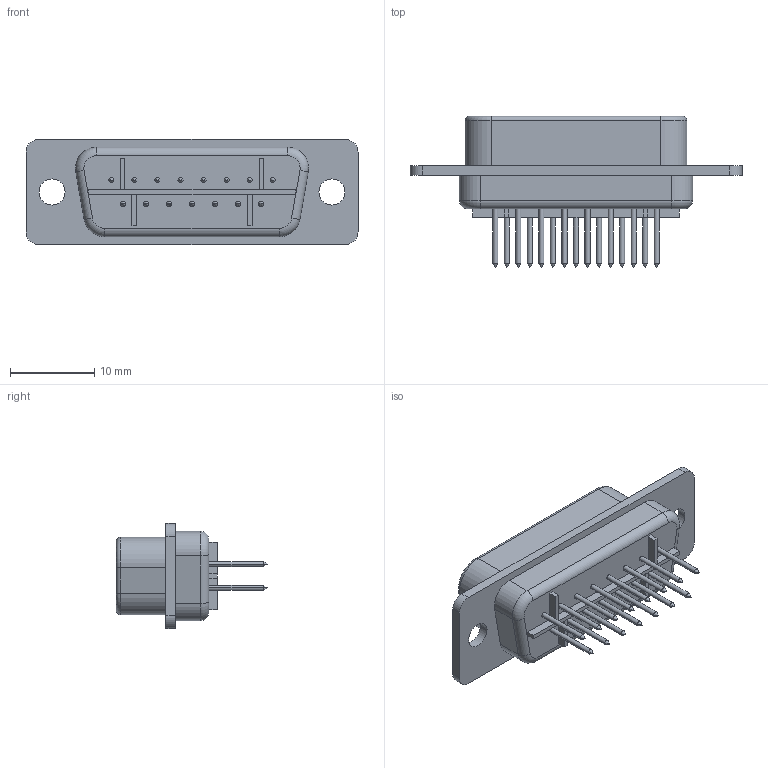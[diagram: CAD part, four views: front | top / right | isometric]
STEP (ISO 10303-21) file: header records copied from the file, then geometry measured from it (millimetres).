
FILE_DESCRIPTION((''),'2;1');
FILE_NAME('HARTING_09 67 015 5654_a.stp','2011-05-31T09:45:35',(''),(''),'Mechanical Desktop 2011','Mechanical Desktop 2011',', , ');
FILE_SCHEMA(('AUTOMOTIVE_DESIGN { 1 2 10303 214 1 1 1 1 }'));
Length unit declared in the file: millimetre
Products named in the file (1): Product
Bounding box: 39.5 x 18 x 12.5 mm (x, y, z)
Volume: 1921.3 mm3; surface area: 3792.3 mm2
Topology: 39 solids, 39 shells, 239 faces, 532 edges, 309 vertices
Faces by surface type: cylinder 96, plane 78, cone 30, sphere 15, bspline 12, torus 8
Entity records: 6249 total; most frequent: DIRECTION 1150, CARTESIAN_POINT 1057, ORIENTED_EDGE 944, EDGE_CURVE 472, AXIS2_PLACEMENT_3D 450, VERTEX_POINT 309, VECTOR 250, LINE 250
